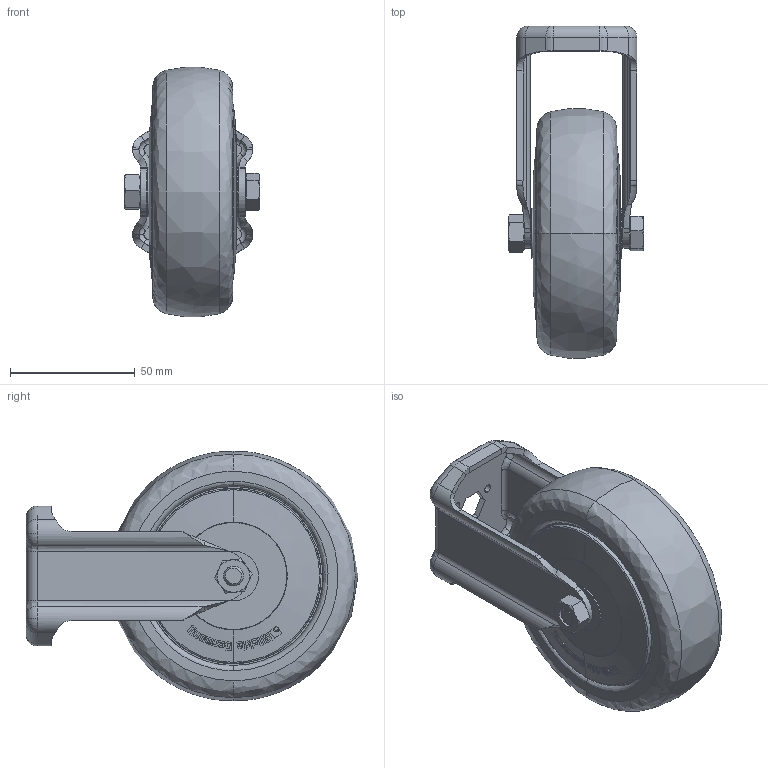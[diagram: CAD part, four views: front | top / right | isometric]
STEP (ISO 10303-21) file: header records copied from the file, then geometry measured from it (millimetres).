
FILE_DESCRIPTION (( 'STEP AP214' ), '1' );
FILE_NAME ('Accessories for aluminium profiles098F100TNESD.step', '2016-10-19T16:58:38', ( '' ), ( '' ), 'SwSTEP 2.0', 'SolidWorks 2016', '' );
FILE_SCHEMA (( 'AUTOMOTIVE_DESIGN' ));
Length unit declared in the file: millimetre
Products named in the file (5): TPA_101_8K-ELS-FK_606228-214_selction no pls; 098FR.u.Tab_098F100; 4DIN934M08M; 4DIN931M08048MS01; Accessories for aluminium profiles098F100TNESD
Assembly tree (4 placements, depth 2):
  Accessories for aluminium profiles098F100TNESD
    4DIN931M08048MS01
    4DIN934M08M
    098FR.u.Tab_098F100
    TPA_101_8K-ELS-FK_606228-214_selction no pls
Bounding box: 54.2 x 132.86 x 99.71 mm (x, y, z)
Volume: 268994.4 mm3; surface area: 46066.3 mm2
Topology: 4 solids, 4 shells, 971 faces, 2518 edges, 1632 vertices
Faces by surface type: plane 505, bspline 297, cone 81, cylinder 70, torus 18
Entity records: 54573 total; most frequent: CARTESIAN_POINT 27714, ORIENTED_EDGE 5036, DIRECTION 3028, EDGE_CURVE 2518, VERTEX_POINT 1632, LINE 1220, VECTOR 1220, EDGE_LOOP 1064
